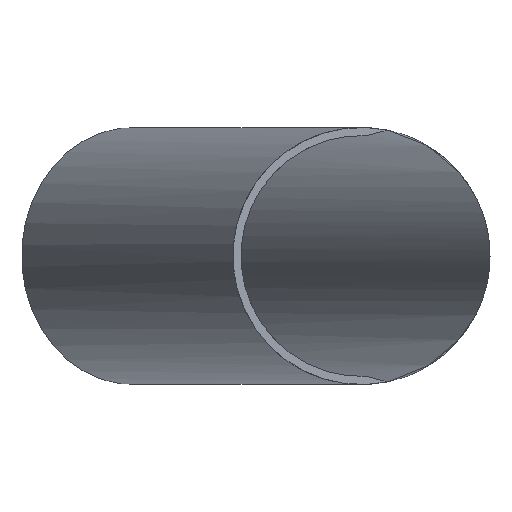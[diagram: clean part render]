
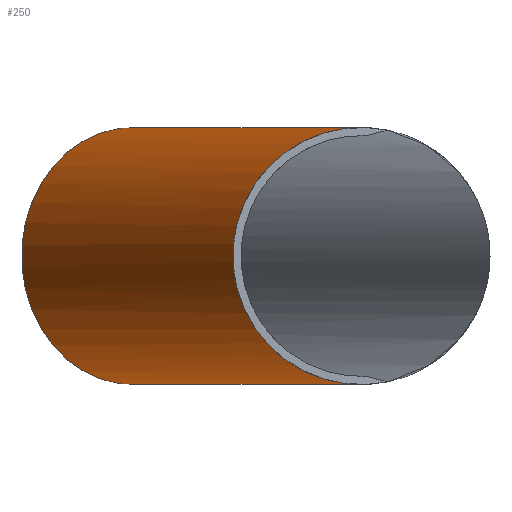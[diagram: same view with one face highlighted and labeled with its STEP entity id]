
A CAD part, left-side view. The second image highlights one B-rep face of the part: STEP entity #250.
In plain terms, the highlighted cylindrical face has radius 228.6 mm (diameter 457.2 mm), a partial arc.
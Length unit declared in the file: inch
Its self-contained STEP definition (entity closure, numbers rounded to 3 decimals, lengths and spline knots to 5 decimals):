
#28=CYLINDRICAL_SURFACE('',#297,9.);
#40=FACE_OUTER_BOUND('',#56,.T.);
#56=EDGE_LOOP('',(#174,#175,#176,#177));
#71=CIRCLE('',#294,9.);
#85=ELLIPSE('',#298,34.77333,9.);
#86=ELLIPSE('',#299,9.31749,9.);
#87=ELLIPSE('',#300,34.77333,9.);
#101=VERTEX_POINT('',#438);
#102=VERTEX_POINT('',#440);
#104=VERTEX_POINT('',#452);
#105=VERTEX_POINT('',#454);
#129=EDGE_CURVE('',#102,#101,#71,.T.);
#132=EDGE_CURVE('',#104,#102,#85,.T.);
#133=EDGE_CURVE('',#105,#104,#86,.T.);
#134=EDGE_CURVE('',#101,#105,#87,.T.);
#174=ORIENTED_EDGE('',*,*,#132,.F.);
#175=ORIENTED_EDGE('',*,*,#133,.F.);
#176=ORIENTED_EDGE('',*,*,#134,.F.);
#177=ORIENTED_EDGE('',*,*,#129,.F.);
#250=ADVANCED_FACE('',(#40),#28,.T.);
#294=AXIS2_PLACEMENT_3D('',#447,#354,#355);
#297=AXIS2_PLACEMENT_3D('',#451,#360,#361);
#298=AXIS2_PLACEMENT_3D('',#453,#362,#363);
#299=AXIS2_PLACEMENT_3D('',#455,#364,#365);
#300=AXIS2_PLACEMENT_3D('',#456,#366,#367);
#354=DIRECTION('center_axis',(0.866,0.5,0.));
#355=DIRECTION('ref_axis',(-0.5,0.866,0.));
#360=DIRECTION('center_axis',(-0.866,-0.5,0.));
#361=DIRECTION('ref_axis',(-0.5,0.866,0.));
#362=DIRECTION('center_axis',(0.259,-0.966,0.));
#363=DIRECTION('ref_axis',(-0.966,-0.259,0.));
#364=DIRECTION('center_axis',(-0.966,-0.259,0.));
#365=DIRECTION('ref_axis',(-0.259,0.966,0.));
#366=DIRECTION('center_axis',(0.259,-0.966,0.));
#367=DIRECTION('ref_axis',(-0.966,-0.259,0.));
#438=CARTESIAN_POINT('',(19.5,8.57437,2.73498));
#440=CARTESIAN_POINT('',(19.5,8.57437,-2.73498));
#447=CARTESIAN_POINT('Origin',(15.21281,16.,0.));
#451=CARTESIAN_POINT('Origin',(15.21281,16.,0.));
#452=CARTESIAN_POINT('',(-12.5,0.,-9.));
#453=CARTESIAN_POINT('Origin',(-12.5,0.,0.));
#454=CARTESIAN_POINT('',(-12.5,0.,9.));
#455=CARTESIAN_POINT('Origin',(-12.5,0.,0.));
#456=CARTESIAN_POINT('Origin',(-12.5,0.,0.));
